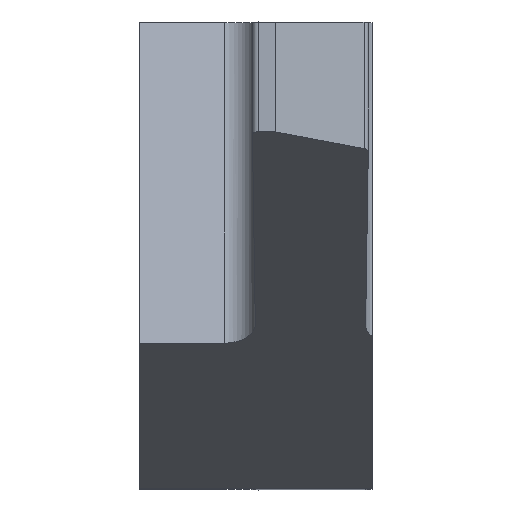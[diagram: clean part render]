
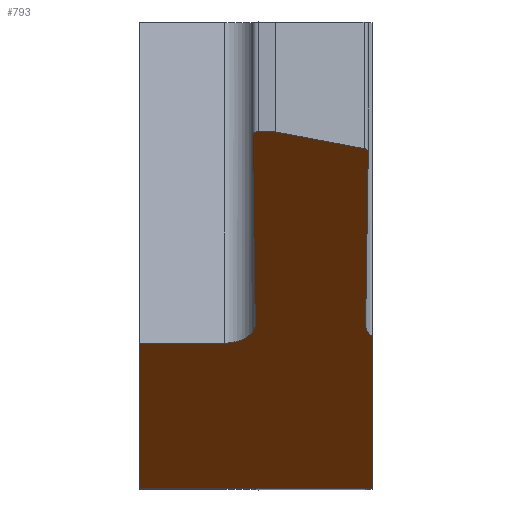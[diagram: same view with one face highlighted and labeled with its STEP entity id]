
A CAD part, top view. The second image highlights one B-rep face of the part: STEP entity #793.
In plain terms, the highlighted planar face has unit normal (0, -0.819, 0.574).
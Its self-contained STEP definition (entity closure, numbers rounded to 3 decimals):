
#22 = EDGE_CURVE ( 'NONE', #815, #372, #107, .T. ) ;
#28 = EDGE_CURVE ( 'NONE', #318, #908, #874, .T. ) ;
#33 = CARTESIAN_POINT ( 'NONE',  ( 2.917, 1.366, 7.182 ) ) ;
#36 = CARTESIAN_POINT ( 'NONE',  ( 2.937, 1.353, 7.163 ) ) ;
#44 = LINE ( 'NONE', #240, #735 ) ;
#52 = LINE ( 'NONE', #677, #840 ) ;
#55 = VECTOR ( 'NONE', #443, 1000. ) ;
#84 = CARTESIAN_POINT ( 'NONE',  ( 1.53, 1.589, 7.5 ) ) ;
#85 = DIRECTION ( 'NONE',  ( -0.999, 0.018, 0.026 ) ) ;
#93 = CARTESIAN_POINT ( 'NONE',  ( 3., -3., 0.946 ) ) ;
#107 =( BOUNDED_CURVE ( )  B_SPLINE_CURVE ( 3, ( #384, #36, #33, #393 ),
 .UNSPECIFIED., .F., .T. ) 
 B_SPLINE_CURVE_WITH_KNOTS ( ( 4, 4 ),
 ( 1.907, 2.88 ),
 .UNSPECIFIED. ) 
 CURVE ( )  GEOMETRIC_REPRESENTATION_ITEM ( )  RATIONAL_B_SPLINE_CURVE ( ( 1., 0.923, 0.923, 1. ) ) 
 REPRESENTATION_ITEM ( '' )  );
#114 = CARTESIAN_POINT ( 'NONE',  ( 1.465, 1.574, 7.479 ) ) ;
#121 = DIRECTION ( 'NONE',  ( 0., 0.574, 0.819 ) ) ;
#122 = CARTESIAN_POINT ( 'NONE',  ( 1.454, 1.55, 7.445 ) ) ;
#130 = CARTESIAN_POINT ( 'NONE',  ( 1.454, 1.55, 7.445 ) ) ;
#133 = ORIENTED_EDGE ( 'NONE', *, *, #294, .T. ) ;
#156 = EDGE_CURVE ( 'NONE', #474, #815, #257, .T. ) ;
#161 = VECTOR ( 'NONE', #694, 1000. ) ;
#165 = EDGE_CURVE ( 'NONE', #318, #406, #290, .T. ) ;
#196 = CARTESIAN_POINT ( 'NONE',  ( 2.953, 1.824, 7.835 ) ) ;
#197 = CARTESIAN_POINT ( 'NONE',  ( 2.946, 1.336, 7.138 ) ) ;
#212 = VERTEX_POINT ( 'NONE', #472 ) ;
#230 = CARTESIAN_POINT ( 'NONE',  ( 2.911, -0.95, 3.873 ) ) ;
#240 = CARTESIAN_POINT ( 'NONE',  ( 2.756, 1.396, 7.225 ) ) ;
#245 = VECTOR ( 'NONE', #338, 1000. ) ;
#257 = LINE ( 'NONE', #196, #161 ) ;
#286 = ORIENTED_EDGE ( 'NONE', *, *, #797, .T. ) ;
#290 =( BOUNDED_CURVE ( )  B_SPLINE_CURVE ( 3, ( #341, #829, #114, #130 ),
 .UNSPECIFIED., .F., .T. ) 
 B_SPLINE_CURVE_WITH_KNOTS ( ( 4, 4 ),
 ( 3.142, 4.399 ),
 .UNSPECIFIED. ) 
 CURVE ( )  GEOMETRIC_REPRESENTATION_ITEM ( )  RATIONAL_B_SPLINE_CURVE ( ( 1., 0.872, 0.872, 1. ) ) 
 REPRESENTATION_ITEM ( '' )  );
#294 = EDGE_CURVE ( 'NONE', #837, #474, #479, .T. ) ;
#295 = CARTESIAN_POINT ( 'NONE',  ( 2.911, -0.894, 3.954 ) ) ;
#302 = CARTESIAN_POINT ( 'NONE',  ( 2.985, 1.563, 7.462 ) ) ;
#318 = VERTEX_POINT ( 'NONE', #84 ) ;
#321 = CARTESIAN_POINT ( 'NONE',  ( 3., -3., 0.946 ) ) ;
#323 = VECTOR ( 'NONE', #85, 1000. ) ;
#326 = ORIENTED_EDGE ( 'NONE', *, *, #416, .T. ) ;
#338 = DIRECTION ( 'NONE',  ( 0., -0.574, -0.819 ) ) ;
#341 = CARTESIAN_POINT ( 'NONE',  ( 1.53, 1.589, 7.5 ) ) ;
#343 = VERTEX_POINT ( 'NONE', #648 ) ;
#358 = ORIENTED_EDGE ( 'NONE', *, *, #22, .T. ) ;
#372 = VERTEX_POINT ( 'NONE', #873 ) ;
#373 = CARTESIAN_POINT ( 'NONE',  ( 0., 1.824, 7.835 ) ) ;
#378 = VECTOR ( 'NONE', #427, 1000. ) ;
#384 = CARTESIAN_POINT ( 'NONE',  ( 2.946, 1.336, 7.138 ) ) ;
#393 = CARTESIAN_POINT ( 'NONE',  ( 2.891, 1.371, 7.189 ) ) ;
#403 = PLANE ( 'NONE',  #850 ) ;
#406 = VERTEX_POINT ( 'NONE', #122 ) ;
#416 = EDGE_CURVE ( 'NONE', #372, #499, #44, .T. ) ;
#417 = LINE ( 'NONE', #846, #851 ) ;
#422 = EDGE_CURVE ( 'NONE', #343, #516, #52, .T. ) ;
#427 = DIRECTION ( 'NONE',  ( -1., 0., 0. ) ) ;
#441 = EDGE_LOOP ( 'NONE', ( #768, #722, #481, #286, #778, #666, #597, #720, #133, #569, #358, #326, #842 ) ) ;
#443 = DIRECTION ( 'NONE',  ( 1., 0., 0. ) ) ;
#462 = CARTESIAN_POINT ( 'NONE',  ( 3., 1.824, 7.835 ) ) ;
#468 = CARTESIAN_POINT ( 'NONE',  ( 1.095, -1.129, 3.619 ) ) ;
#472 = CARTESIAN_POINT ( 'NONE',  ( 0., -3., 0.946 ) ) ;
#474 = VERTEX_POINT ( 'NONE', #551 ) ;
#479 =( BOUNDED_CURVE ( )  B_SPLINE_CURVE ( 3, ( #859, #863, #230, #295 ),
 .UNSPECIFIED., .F., .T. ) 
 B_SPLINE_CURVE_WITH_KNOTS ( ( 4, 4 ),
 ( 0.892, 1.58 ),
 .UNSPECIFIED. ) 
 CURVE ( )  GEOMETRIC_REPRESENTATION_ITEM ( )  RATIONAL_B_SPLINE_CURVE ( ( 1., 0.961, 0.961, 1. ) ) 
 REPRESENTATION_ITEM ( '' )  );
#481 = ORIENTED_EDGE ( 'NONE', *, *, #486, .T. ) ;
#486 = EDGE_CURVE ( 'NONE', #406, #897, #417, .T. ) ;
#499 = VERTEX_POINT ( 'NONE', #848 ) ;
#503 = DIRECTION ( 'NONE',  ( 0., -0.574, -0.819 ) ) ;
#516 = VERTEX_POINT ( 'NONE', #630 ) ;
#532 = CARTESIAN_POINT ( 'NONE',  ( 3., 1.589, 7.5 ) ) ;
#536 = CARTESIAN_POINT ( 'NONE',  ( 1.531, 1.589, 7.5 ) ) ;
#549 = CARTESIAN_POINT ( 'NONE',  ( 3., 1.824, 7.835 ) ) ;
#551 = CARTESIAN_POINT ( 'NONE',  ( 2.911, -0.894, 3.954 ) ) ;
#569 = ORIENTED_EDGE ( 'NONE', *, *, #156, .T. ) ;
#597 = ORIENTED_EDGE ( 'NONE', *, *, #632, .F. ) ;
#605 = DIRECTION ( 'NONE',  ( -1., -0.005, -0.007 ) ) ;
#615 = CARTESIAN_POINT ( 'NONE',  ( 1.491, -0.886, 3.964 ) ) ;
#621 = VECTOR ( 'NONE', #503, 1000. ) ;
#623 = CARTESIAN_POINT ( 'NONE',  ( 1.491, -0.886, 3.964 ) ) ;
#630 = CARTESIAN_POINT ( 'NONE',  ( 0., -1.134, 3.611 ) ) ;
#632 = EDGE_CURVE ( 'NONE', #900, #212, #785, .T. ) ;
#634 = DIRECTION ( 'NONE',  ( 0.009, -0.574, -0.819 ) ) ;
#638 = EDGE_CURVE ( 'NONE', #516, #212, #860, .T. ) ;
#647 = EDGE_CURVE ( 'NONE', #499, #908, #655, .T. ) ;
#648 = CARTESIAN_POINT ( 'NONE',  ( 1.095, -1.129, 3.619 ) ) ;
#655 = LINE ( 'NONE', #302, #323 ) ;
#666 = ORIENTED_EDGE ( 'NONE', *, *, #638, .T. ) ;
#676 = CARTESIAN_POINT ( 'NONE',  ( 3., -1.047, 3.735 ) ) ;
#677 = CARTESIAN_POINT ( 'NONE',  ( 3.045, -1.119, 3.632 ) ) ;
#694 = DIRECTION ( 'NONE',  ( 0.009, 0.574, 0.819 ) ) ;
#698 = LINE ( 'NONE', #549, #245 ) ;
#720 = ORIENTED_EDGE ( 'NONE', *, *, #795, .F. ) ;
#722 = ORIENTED_EDGE ( 'NONE', *, *, #165, .T. ) ;
#735 = VECTOR ( 'NONE', #744, 1000. ) ;
#744 = DIRECTION ( 'NONE',  ( -0.95, 0.178, 0.255 ) ) ;
#747 =( BOUNDED_CURVE ( )  B_SPLINE_CURVE ( 3, ( #615, #826, #836, #468 ),
 .UNSPECIFIED., .F., .T. ) 
 B_SPLINE_CURVE_WITH_KNOTS ( ( 4, 4 ),
 ( 4.703, 6.275 ),
 .UNSPECIFIED. ) 
 CURVE ( )  GEOMETRIC_REPRESENTATION_ITEM ( )  RATIONAL_B_SPLINE_CURVE ( ( 1., 0.805, 0.805, 1. ) ) 
 REPRESENTATION_ITEM ( '' )  );
#768 = ORIENTED_EDGE ( 'NONE', *, *, #28, .F. ) ;
#778 = ORIENTED_EDGE ( 'NONE', *, *, #422, .T. ) ;
#785 = LINE ( 'NONE', #93, #378 ) ;
#793 = ADVANCED_FACE ( 'NONE', ( #892 ), #403, .F. ) ;
#795 = EDGE_CURVE ( 'NONE', #837, #900, #698, .T. ) ;
#797 = EDGE_CURVE ( 'NONE', #897, #343, #747, .T. ) ;
#815 = VERTEX_POINT ( 'NONE', #197 ) ;
#819 = DIRECTION ( 'NONE',  ( 0., 0.819, -0.574 ) ) ;
#826 = CARTESIAN_POINT ( 'NONE',  ( 1.493, -1.027, 3.764 ) ) ;
#829 = CARTESIAN_POINT ( 'NONE',  ( 1.494, 1.589, 7.5 ) ) ;
#836 = CARTESIAN_POINT ( 'NONE',  ( 1.329, -1.127, 3.62 ) ) ;
#837 = VERTEX_POINT ( 'NONE', #676 ) ;
#840 = VECTOR ( 'NONE', #605, 1000. ) ;
#842 = ORIENTED_EDGE ( 'NONE', *, *, #647, .T. ) ;
#846 = CARTESIAN_POINT ( 'NONE',  ( 1.45, 1.816, 7.824 ) ) ;
#848 = CARTESIAN_POINT ( 'NONE',  ( 1.75, 1.585, 7.494 ) ) ;
#850 = AXIS2_PLACEMENT_3D ( 'NONE', #462, #819, #121 ) ;
#851 = VECTOR ( 'NONE', #634, 1000. ) ;
#859 = CARTESIAN_POINT ( 'NONE',  ( 3., -1.047, 3.735 ) ) ;
#860 = LINE ( 'NONE', #373, #621 ) ;
#863 = CARTESIAN_POINT ( 'NONE',  ( 2.941, -1.003, 3.798 ) ) ;
#873 = CARTESIAN_POINT ( 'NONE',  ( 2.891, 1.371, 7.189 ) ) ;
#874 = LINE ( 'NONE', #532, #55 ) ;
#892 = FACE_OUTER_BOUND ( 'NONE', #441, .T. ) ;
#897 = VERTEX_POINT ( 'NONE', #623 ) ;
#900 = VERTEX_POINT ( 'NONE', #321 ) ;
#908 = VERTEX_POINT ( 'NONE', #536 ) ;
